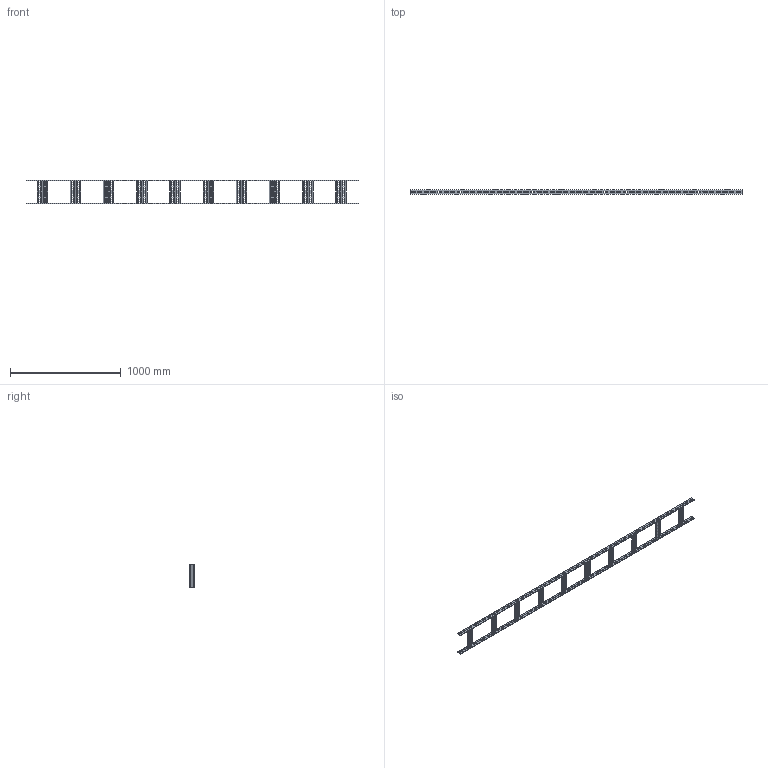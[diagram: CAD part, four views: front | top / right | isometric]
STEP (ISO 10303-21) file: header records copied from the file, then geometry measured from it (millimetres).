
FILE_DESCRIPTION (( 'STEP AP214' ), '1' );
FILE_NAME ('7098134.stp', '2018-01-26T10:08:15', ( '' ), ( '' ), 'SwSTEP 2.0', 'SolidWorks 2016', '' );
FILE_SCHEMA (( 'AUTOMOTIVE_DESIGN' ));
Length unit declared in the file: millimetre
Products named in the file (3): 014710_Z-Sprosse-200; KTS 20.002-013_ungelocht 3000x40x5; 7098134
Assembly tree (12 placements, depth 2):
  7098134
    KTS 20.002-013_ungelocht 3000x40x5  x2
    014710_Z-Sprosse-200  x10
Bounding box: 3000 x 40 x 210 mm (x, y, z)
Volume: 1411462.3 mm3; surface area: 957218.9 mm2
Topology: 12 solids, 12 shells, 1772 faces, 5244 edges, 3496 vertices
Faces by surface type: plane 992, cylinder 780
Entity records: 13400 total; most frequent: DIRECTION 2324, CARTESIAN_POINT 2287, ORIENTED_EDGE 2268, EDGE_CURVE 1134, AXIS2_PLACEMENT_3D 793, VERTEX_POINT 756, VECTOR 738, LINE 738
